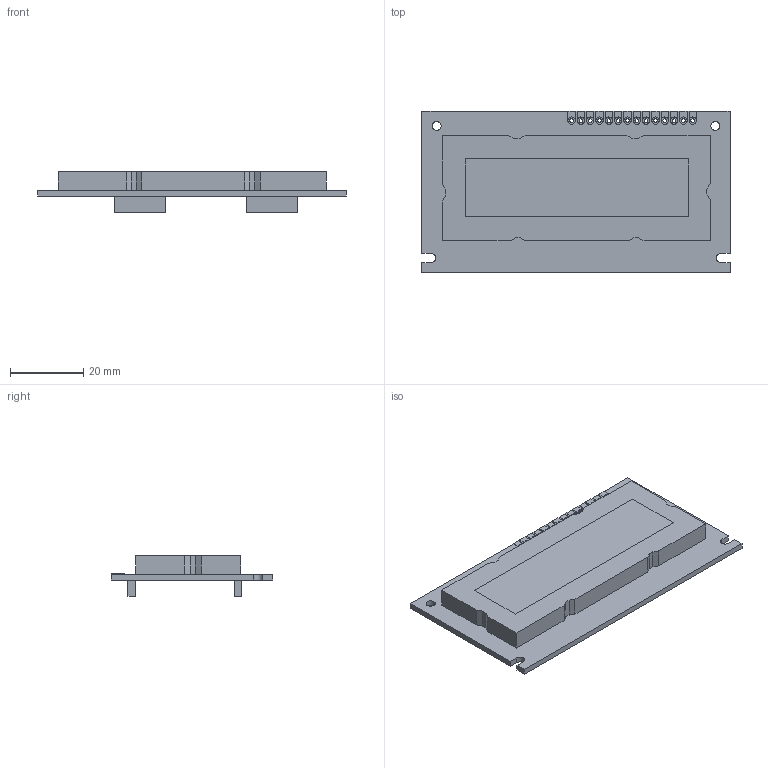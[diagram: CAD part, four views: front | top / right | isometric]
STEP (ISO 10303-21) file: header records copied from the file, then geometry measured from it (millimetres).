
FILE_DESCRIPTION(('FreeCAD Model'),'2;1');
FILE_NAME('Fusion014_sp.step','2017-07-03T16:27:58',('kicad StepUp'),('ksu MCAD'), 'Open CASCADE STEP processor 7.1','FreeCAD','Unknown');
FILE_SCHEMA(('AUTOMOTIVE_DESIGN { 1 0 10303 214 1 1 1 1 }'));
Length unit declared in the file: millimetre
Products named in the file (1): Fusion014_sp
Bounding box: 84 x 44 x 11 mm (x, y, z)
Volume: 16754.6 mm3; surface area: 9453.6 mm2
Topology: 1 solids, 1 shells, 206 faces, 514 edges, 302 vertices
Faces by surface type: plane 146, cylinder 60
Full cylindrical faces by diameter (mm): 1 x14, 2.5 x2
Entity records: 7483 total; most frequent: DIRECTION 1048, ORIENTED_EDGE 1028, CARTESIAN_POINT 1023, EDGE_CURVE 514, LINE 394, VECTOR 394, AXIS2_PLACEMENT_3D 327, VERTEX_POINT 302
